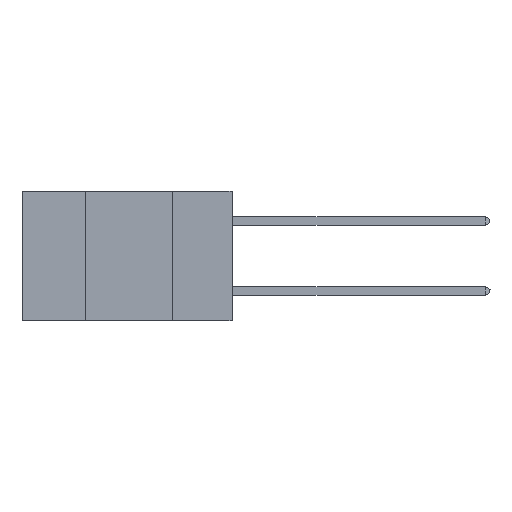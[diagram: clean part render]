
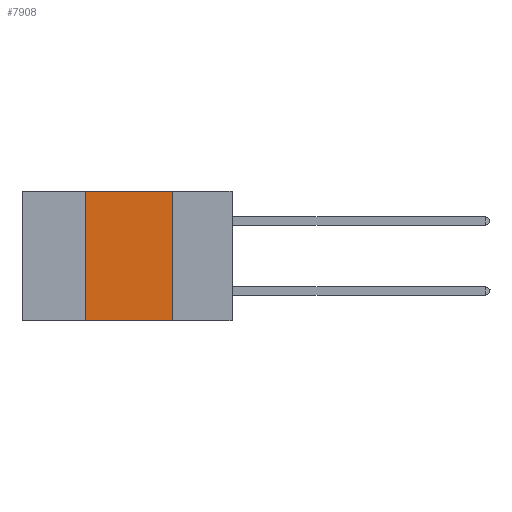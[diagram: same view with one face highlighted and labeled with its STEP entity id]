
A CAD part, left-side view. The second image highlights one B-rep face of the part: STEP entity #7908.
In plain terms, the highlighted planar face has unit normal (-1, 0, 0).
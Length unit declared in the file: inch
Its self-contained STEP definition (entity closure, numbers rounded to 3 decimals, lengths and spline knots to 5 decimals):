
#920 = AXIS2_PLACEMENT_3D ( 'NONE', #10556, #2629, #14667 ) ;
#1225 = EDGE_CURVE ( 'NONE', #20812, #20633, #3597, .T. ) ;
#2629 = DIRECTION ( 'NONE',  ( 1., 0., 0. ) ) ;
#3597 = LINE ( 'NONE', #4681, #17123 ) ;
#3712 = VERTEX_POINT ( 'NONE', #7003 ) ;
#4681 = CARTESIAN_POINT ( 'NONE',  ( 0., 0.6, -0.37 ) ) ;
#6036 = CARTESIAN_POINT ( 'NONE',  ( 0., 0.42, 0. ) ) ;
#6790 = CARTESIAN_POINT ( 'NONE',  ( 0., 0.17, -0.37 ) ) ;
#7003 = CARTESIAN_POINT ( 'NONE',  ( 0., 0.42, 0. ) ) ;
#7908 = ADVANCED_FACE ( 'NONE', ( #9991 ), #22502, .F. ) ;
#9017 = LINE ( 'NONE', #14943, #23936 ) ;
#9202 = DIRECTION ( 'NONE',  ( 0., -1., 0. ) ) ;
#9293 = EDGE_CURVE ( 'NONE', #24264, #20633, #11770, .T. ) ;
#9991 = FACE_OUTER_BOUND ( 'NONE', #19134, .T. ) ;
#10556 = CARTESIAN_POINT ( 'NONE',  ( 0., 0.6, 0. ) ) ;
#11733 = LINE ( 'NONE', #6036, #22094 ) ;
#11770 = LINE ( 'NONE', #19167, #21824 ) ;
#11813 = DIRECTION ( 'NONE',  ( 0., 0., 1. ) ) ;
#12162 = ORIENTED_EDGE ( 'NONE', *, *, #15758, .F. ) ;
#12970 = ORIENTED_EDGE ( 'NONE', *, *, #1225, .T. ) ;
#13115 = DIRECTION ( 'NONE',  ( 0., 0., -1. ) ) ;
#14667 = DIRECTION ( 'NONE',  ( 0., 0., -1. ) ) ;
#14791 = EDGE_CURVE ( 'NONE', #3712, #24264, #9017, .T. ) ;
#14943 = CARTESIAN_POINT ( 'NONE',  ( 0., 0.6, 0. ) ) ;
#14979 = ORIENTED_EDGE ( 'NONE', *, *, #9293, .F. ) ;
#15038 = ORIENTED_EDGE ( 'NONE', *, *, #14791, .F. ) ;
#15758 = EDGE_CURVE ( 'NONE', #20812, #3712, #11733, .T. ) ;
#16204 = DIRECTION ( 'NONE',  ( 0., -1., 0. ) ) ;
#17123 = VECTOR ( 'NONE', #16204, 39.37008 ) ;
#17298 = CARTESIAN_POINT ( 'NONE',  ( 0., 0.17, 0. ) ) ;
#17732 = CARTESIAN_POINT ( 'NONE',  ( 0., 0.42, -0.37 ) ) ;
#19134 = EDGE_LOOP ( 'NONE', ( #14979, #15038, #12162, #12970 ) ) ;
#19167 = CARTESIAN_POINT ( 'NONE',  ( 0., 0.17, 0. ) ) ;
#20633 = VERTEX_POINT ( 'NONE', #6790 ) ;
#20812 = VERTEX_POINT ( 'NONE', #17732 ) ;
#21824 = VECTOR ( 'NONE', #13115, 39.37008 ) ;
#22094 = VECTOR ( 'NONE', #11813, 39.37008 ) ;
#22502 = PLANE ( 'NONE',  #920 ) ;
#23936 = VECTOR ( 'NONE', #9202, 39.37008 ) ;
#24264 = VERTEX_POINT ( 'NONE', #17298 ) ;
